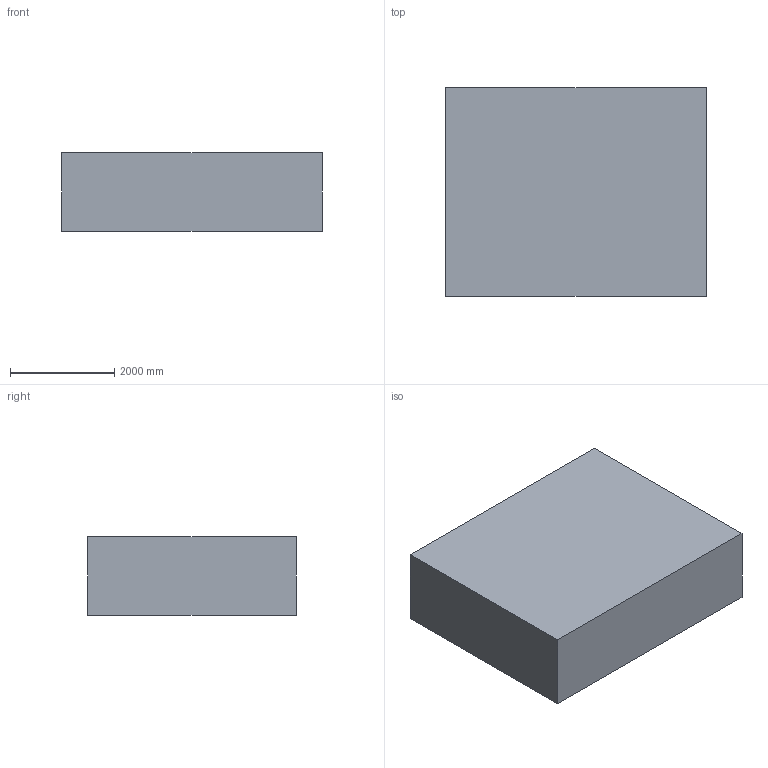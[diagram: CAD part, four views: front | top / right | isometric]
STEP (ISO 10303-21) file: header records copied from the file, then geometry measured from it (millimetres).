
FILE_DESCRIPTION(('CATIA V5 STEP Exchange'),'2;1');
FILE_NAME('Rear Wing.stp','2019-11-06T00:15:35+00:00',('none'),('none'),'CATIA Version 5 Release 17 (IN-10)','CATIA V5 STEP AP203','none');
FILE_SCHEMA(('CONFIG_CONTROL_DESIGN'));
Length unit declared in the file: millimetre
Products named in the file (1): Rear Wing
Assembly tree (9 placements, depth 2):
  Rear Wing
    #56
    #297
    #2460
    #4636
    #4877
    #7053
    #9216
    #9391
    #11424
Bounding box: 5000 x 4000 x 1500 mm (x, y, z)
Volume: 30008829192.9 mm3; surface area: 68748848 mm2
Topology: 9 solids, 9 shells, 66 faces, 136 edges, 88 vertices
Faces by surface type: plane 40, cylinder 16, bspline 10
Entity records: 13430 total; most frequent: CARTESIAN_POINT 11904, ORIENTED_EDGE 272, DIRECTION 236, EDGE_CURVE 136, AXIS2_PLACEMENT_3D 98, VERTEX_POINT 88, EDGE_LOOP 82, VECTOR 72
